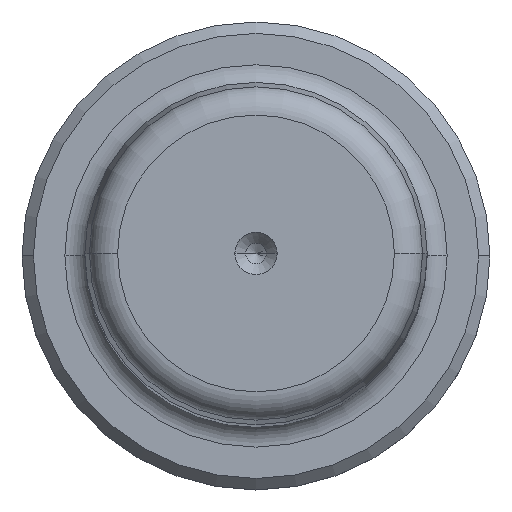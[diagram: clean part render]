
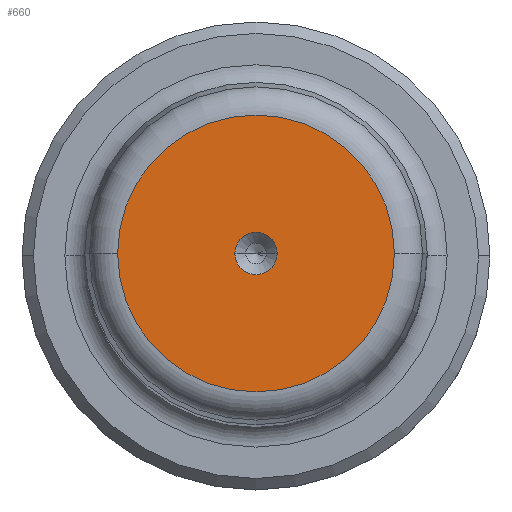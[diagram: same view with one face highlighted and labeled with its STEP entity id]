
A CAD part, top view. The second image highlights one B-rep face of the part: STEP entity #660.
In plain terms, the highlighted planar face has unit normal (0, 0, 1).
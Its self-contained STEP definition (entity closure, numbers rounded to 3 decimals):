
#21 = CARTESIAN_POINT ( 'NONE',  ( 0., 0., 160. ) ) ;
#22 = CIRCLE ( 'NONE', #1639, 12.124 ) ;
#42 = CARTESIAN_POINT ( 'NONE',  ( 0., 0., 160. ) ) ;
#195 = ORIENTED_EDGE ( 'NONE', *, *, #1277, .F. ) ;
#198 = DIRECTION ( 'NONE',  ( 1., 0., 0. ) ) ;
#224 = DIRECTION ( 'NONE',  ( 1., 0., 0. ) ) ;
#259 = VERTEX_POINT ( 'NONE', #1122 ) ;
#280 = FACE_OUTER_BOUND ( 'NONE', #2029, .T. ) ;
#295 = EDGE_LOOP ( 'NONE', ( #195, #843 ) ) ;
#386 = VERTEX_POINT ( 'NONE', #1902 ) ;
#409 = CIRCLE ( 'NONE', #1717, 1.85 ) ;
#586 = CARTESIAN_POINT ( 'NONE',  ( 0., 0., 160. ) ) ;
#623 = EDGE_CURVE ( 'NONE', #651, #259, #2019, .T. ) ;
#651 = VERTEX_POINT ( 'NONE', #1148 ) ;
#660 = ADVANCED_FACE ( 'NONE', ( #768, #280 ), #1658, .T. ) ;
#716 = DIRECTION ( 'NONE',  ( 0., 0., 1. ) ) ;
#725 = DIRECTION ( 'NONE',  ( 0., 0., 1. ) ) ;
#764 = AXIS2_PLACEMENT_3D ( 'NONE', #586, #1844, #770 ) ;
#768 = FACE_BOUND ( 'NONE', #295, .T. ) ;
#770 = DIRECTION ( 'NONE',  ( 1., 0., 0. ) ) ;
#830 = EDGE_CURVE ( 'NONE', #386, #890, #1802, .T. ) ;
#843 = ORIENTED_EDGE ( 'NONE', *, *, #623, .F. ) ;
#890 = VERTEX_POINT ( 'NONE', #1102 ) ;
#993 = EDGE_CURVE ( 'NONE', #890, #386, #22, .T. ) ;
#1102 = CARTESIAN_POINT ( 'NONE',  ( 12.124, 0., 160. ) ) ;
#1122 = CARTESIAN_POINT ( 'NONE',  ( 1.85, 0., 160. ) ) ;
#1148 = CARTESIAN_POINT ( 'NONE',  ( -1.85, 0., 160. ) ) ;
#1277 = EDGE_CURVE ( 'NONE', #259, #651, #409, .T. ) ;
#1292 = DIRECTION ( 'NONE',  ( 0., 0., 1. ) ) ;
#1315 = DIRECTION ( 'NONE',  ( 0., 0., 1. ) ) ;
#1639 = AXIS2_PLACEMENT_3D ( 'NONE', #1777, #716, #1971 ) ;
#1658 = PLANE ( 'NONE',  #764 ) ;
#1669 = ORIENTED_EDGE ( 'NONE', *, *, #830, .T. ) ;
#1717 = AXIS2_PLACEMENT_3D ( 'NONE', #21, #1292, #198 ) ;
#1777 = CARTESIAN_POINT ( 'NONE',  ( 0., 0., 160. ) ) ;
#1790 = CARTESIAN_POINT ( 'NONE',  ( 0., 0., 160. ) ) ;
#1802 = CIRCLE ( 'NONE', #2176, 12.124 ) ;
#1844 = DIRECTION ( 'NONE',  ( 0., 0., 1. ) ) ;
#1902 = CARTESIAN_POINT ( 'NONE',  ( -12.124, 0., 160. ) ) ;
#1956 = ORIENTED_EDGE ( 'NONE', *, *, #993, .T. ) ;
#1971 = DIRECTION ( 'NONE',  ( 1., 0., 0. ) ) ;
#1984 = DIRECTION ( 'NONE',  ( 1., 0., 0. ) ) ;
#2019 = CIRCLE ( 'NONE', #2262, 1.85 ) ;
#2029 = EDGE_LOOP ( 'NONE', ( #1956, #1669 ) ) ;
#2176 = AXIS2_PLACEMENT_3D ( 'NONE', #1790, #725, #1984 ) ;
#2262 = AXIS2_PLACEMENT_3D ( 'NONE', #42, #1315, #224 ) ;
